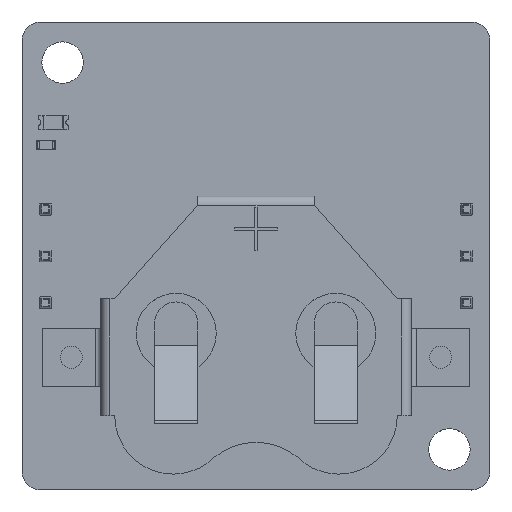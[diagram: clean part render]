
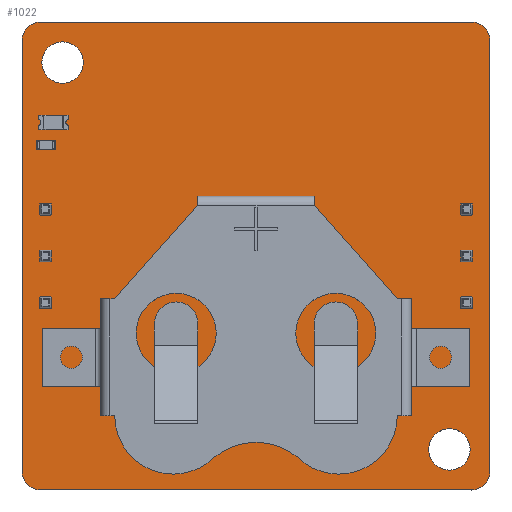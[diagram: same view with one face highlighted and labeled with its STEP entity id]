
A CAD part, top view. The second image highlights one B-rep face of the part: STEP entity #1022.
In plain terms, the highlighted planar face has unit normal (0, 0, 1).
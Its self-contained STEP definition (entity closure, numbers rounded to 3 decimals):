
#93 = VERTEX_POINT('',#94);
#94 = CARTESIAN_POINT('',(-12.7,11.7,0.));
#111 = VERTEX_POINT('',#112);
#112 = CARTESIAN_POINT('',(-12.666,11.959,0.));
#118 = EDGE_CURVE('',#93,#111,#119,.T.);
#119 = LINE('',#120,#121);
#120 = CARTESIAN_POINT('',(-12.7,11.7,0.));
#121 = VECTOR('',#122,1.);
#122 = DIRECTION('',(0.131,0.991,0.));
#142 = VERTEX_POINT('',#143);
#143 = CARTESIAN_POINT('',(-12.566,12.2,0.));
#149 = EDGE_CURVE('',#111,#142,#150,.T.);
#150 = LINE('',#151,#152);
#151 = CARTESIAN_POINT('',(-12.666,11.959,0.));
#152 = VECTOR('',#153,1.);
#153 = DIRECTION('',(0.383,0.924,0.));
#173 = VERTEX_POINT('',#174);
#174 = CARTESIAN_POINT('',(-12.407,12.407,0.));
#180 = EDGE_CURVE('',#142,#173,#181,.T.);
#181 = LINE('',#182,#183);
#182 = CARTESIAN_POINT('',(-12.566,12.2,0.));
#183 = VECTOR('',#184,1.);
#184 = DIRECTION('',(0.609,0.793,0.));
#204 = VERTEX_POINT('',#205);
#205 = CARTESIAN_POINT('',(-12.2,12.566,0.));
#211 = EDGE_CURVE('',#173,#204,#212,.T.);
#212 = LINE('',#213,#214);
#213 = CARTESIAN_POINT('',(-12.407,12.407,0.));
#214 = VECTOR('',#215,1.);
#215 = DIRECTION('',(0.793,0.609,0.));
#235 = VERTEX_POINT('',#236);
#236 = CARTESIAN_POINT('',(-11.959,12.666,0.));
#242 = EDGE_CURVE('',#204,#235,#243,.T.);
#243 = LINE('',#244,#245);
#244 = CARTESIAN_POINT('',(-12.2,12.566,0.));
#245 = VECTOR('',#246,1.);
#246 = DIRECTION('',(0.924,0.383,0.));
#266 = VERTEX_POINT('',#267);
#267 = CARTESIAN_POINT('',(-11.7,12.7,0.));
#273 = EDGE_CURVE('',#235,#266,#274,.T.);
#274 = LINE('',#275,#276);
#275 = CARTESIAN_POINT('',(-11.959,12.666,0.));
#276 = VECTOR('',#277,1.);
#277 = DIRECTION('',(0.991,0.13,0.));
#297 = VERTEX_POINT('',#298);
#298 = CARTESIAN_POINT('',(11.7,12.7,0.));
#304 = EDGE_CURVE('',#266,#297,#305,.T.);
#305 = LINE('',#306,#307);
#306 = CARTESIAN_POINT('',(-11.7,12.7,0.));
#307 = VECTOR('',#308,1.);
#308 = DIRECTION('',(1.,0.,0.));
#328 = VERTEX_POINT('',#329);
#329 = CARTESIAN_POINT('',(11.959,12.666,0.));
#335 = EDGE_CURVE('',#297,#328,#336,.T.);
#336 = LINE('',#337,#338);
#337 = CARTESIAN_POINT('',(11.7,12.7,0.));
#338 = VECTOR('',#339,1.);
#339 = DIRECTION('',(0.991,-0.131,0.));
#359 = VERTEX_POINT('',#360);
#360 = CARTESIAN_POINT('',(12.2,12.566,0.));
#366 = EDGE_CURVE('',#328,#359,#367,.T.);
#367 = LINE('',#368,#369);
#368 = CARTESIAN_POINT('',(11.959,12.666,0.));
#369 = VECTOR('',#370,1.);
#370 = DIRECTION('',(0.924,-0.383,0.));
#390 = VERTEX_POINT('',#391);
#391 = CARTESIAN_POINT('',(12.407,12.407,0.));
#397 = EDGE_CURVE('',#359,#390,#398,.T.);
#398 = LINE('',#399,#400);
#399 = CARTESIAN_POINT('',(12.2,12.566,0.));
#400 = VECTOR('',#401,1.);
#401 = DIRECTION('',(0.793,-0.609,0.));
#421 = VERTEX_POINT('',#422);
#422 = CARTESIAN_POINT('',(12.566,12.2,0.));
#428 = EDGE_CURVE('',#390,#421,#429,.T.);
#429 = LINE('',#430,#431);
#430 = CARTESIAN_POINT('',(12.407,12.407,0.));
#431 = VECTOR('',#432,1.);
#432 = DIRECTION('',(0.609,-0.793,0.));
#452 = VERTEX_POINT('',#453);
#453 = CARTESIAN_POINT('',(12.666,11.959,0.));
#459 = EDGE_CURVE('',#421,#452,#460,.T.);
#460 = LINE('',#461,#462);
#461 = CARTESIAN_POINT('',(12.566,12.2,0.));
#462 = VECTOR('',#463,1.);
#463 = DIRECTION('',(0.383,-0.924,0.));
#483 = VERTEX_POINT('',#484);
#484 = CARTESIAN_POINT('',(12.7,11.7,0.));
#490 = EDGE_CURVE('',#452,#483,#491,.T.);
#491 = LINE('',#492,#493);
#492 = CARTESIAN_POINT('',(12.666,11.959,0.));
#493 = VECTOR('',#494,1.);
#494 = DIRECTION('',(0.131,-0.991,0.));
#514 = VERTEX_POINT('',#515);
#515 = CARTESIAN_POINT('',(12.7,-11.7,0.));
#521 = EDGE_CURVE('',#483,#514,#522,.T.);
#522 = LINE('',#523,#524);
#523 = CARTESIAN_POINT('',(12.7,11.7,0.));
#524 = VECTOR('',#525,1.);
#525 = DIRECTION('',(0.,-1.,0.));
#545 = VERTEX_POINT('',#546);
#546 = CARTESIAN_POINT('',(12.666,-11.959,0.));
#552 = EDGE_CURVE('',#514,#545,#553,.T.);
#553 = LINE('',#554,#555);
#554 = CARTESIAN_POINT('',(12.7,-11.7,0.));
#555 = VECTOR('',#556,1.);
#556 = DIRECTION('',(-0.131,-0.991,0.));
#576 = VERTEX_POINT('',#577);
#577 = CARTESIAN_POINT('',(12.566,-12.2,0.));
#583 = EDGE_CURVE('',#545,#576,#584,.T.);
#584 = LINE('',#585,#586);
#585 = CARTESIAN_POINT('',(12.666,-11.959,0.));
#586 = VECTOR('',#587,1.);
#587 = DIRECTION('',(-0.383,-0.924,0.));
#607 = VERTEX_POINT('',#608);
#608 = CARTESIAN_POINT('',(12.407,-12.407,0.));
#614 = EDGE_CURVE('',#576,#607,#615,.T.);
#615 = LINE('',#616,#617);
#616 = CARTESIAN_POINT('',(12.566,-12.2,0.));
#617 = VECTOR('',#618,1.);
#618 = DIRECTION('',(-0.609,-0.793,0.));
#638 = VERTEX_POINT('',#639);
#639 = CARTESIAN_POINT('',(12.2,-12.566,0.));
#645 = EDGE_CURVE('',#607,#638,#646,.T.);
#646 = LINE('',#647,#648);
#647 = CARTESIAN_POINT('',(12.407,-12.407,0.));
#648 = VECTOR('',#649,1.);
#649 = DIRECTION('',(-0.793,-0.609,0.));
#669 = VERTEX_POINT('',#670);
#670 = CARTESIAN_POINT('',(11.959,-12.666,0.));
#676 = EDGE_CURVE('',#638,#669,#677,.T.);
#677 = LINE('',#678,#679);
#678 = CARTESIAN_POINT('',(12.2,-12.566,0.));
#679 = VECTOR('',#680,1.);
#680 = DIRECTION('',(-0.924,-0.383,0.));
#700 = VERTEX_POINT('',#701);
#701 = CARTESIAN_POINT('',(11.7,-12.7,0.));
#707 = EDGE_CURVE('',#669,#700,#708,.T.);
#708 = LINE('',#709,#710);
#709 = CARTESIAN_POINT('',(11.959,-12.666,0.));
#710 = VECTOR('',#711,1.);
#711 = DIRECTION('',(-0.991,-0.131,0.));
#731 = VERTEX_POINT('',#732);
#732 = CARTESIAN_POINT('',(-11.7,-12.7,0.));
#738 = EDGE_CURVE('',#700,#731,#739,.T.);
#739 = LINE('',#740,#741);
#740 = CARTESIAN_POINT('',(11.7,-12.7,0.));
#741 = VECTOR('',#742,1.);
#742 = DIRECTION('',(-1.,0.,0.));
#762 = VERTEX_POINT('',#763);
#763 = CARTESIAN_POINT('',(-11.959,-12.666,0.));
#769 = EDGE_CURVE('',#731,#762,#770,.T.);
#770 = LINE('',#771,#772);
#771 = CARTESIAN_POINT('',(-11.7,-12.7,0.));
#772 = VECTOR('',#773,1.);
#773 = DIRECTION('',(-0.991,0.131,0.));
#793 = VERTEX_POINT('',#794);
#794 = CARTESIAN_POINT('',(-12.2,-12.566,0.));
#800 = EDGE_CURVE('',#762,#793,#801,.T.);
#801 = LINE('',#802,#803);
#802 = CARTESIAN_POINT('',(-11.959,-12.666,0.));
#803 = VECTOR('',#804,1.);
#804 = DIRECTION('',(-0.924,0.383,0.));
#824 = VERTEX_POINT('',#825);
#825 = CARTESIAN_POINT('',(-12.407,-12.407,0.));
#831 = EDGE_CURVE('',#793,#824,#832,.T.);
#832 = LINE('',#833,#834);
#833 = CARTESIAN_POINT('',(-12.2,-12.566,0.));
#834 = VECTOR('',#835,1.);
#835 = DIRECTION('',(-0.793,0.609,0.));
#855 = VERTEX_POINT('',#856);
#856 = CARTESIAN_POINT('',(-12.566,-12.2,0.));
#862 = EDGE_CURVE('',#824,#855,#863,.T.);
#863 = LINE('',#864,#865);
#864 = CARTESIAN_POINT('',(-12.407,-12.407,0.));
#865 = VECTOR('',#866,1.);
#866 = DIRECTION('',(-0.609,0.793,0.));
#886 = VERTEX_POINT('',#887);
#887 = CARTESIAN_POINT('',(-12.666,-11.959,0.));
#893 = EDGE_CURVE('',#855,#886,#894,.T.);
#894 = LINE('',#895,#896);
#895 = CARTESIAN_POINT('',(-12.566,-12.2,0.));
#896 = VECTOR('',#897,1.);
#897 = DIRECTION('',(-0.383,0.924,0.));
#917 = VERTEX_POINT('',#918);
#918 = CARTESIAN_POINT('',(-12.7,-11.7,0.));
#924 = EDGE_CURVE('',#886,#917,#925,.T.);
#925 = LINE('',#926,#927);
#926 = CARTESIAN_POINT('',(-12.666,-11.959,0.));
#927 = VECTOR('',#928,1.);
#928 = DIRECTION('',(-0.131,0.991,0.));
#946 = EDGE_CURVE('',#917,#93,#947,.T.);
#947 = LINE('',#948,#949);
#948 = CARTESIAN_POINT('',(-12.7,-11.7,0.));
#949 = VECTOR('',#950,1.);
#950 = DIRECTION('',(0.,1.,0.));
#961 = VERTEX_POINT('',#962);
#962 = CARTESIAN_POINT('',(-9.375,10.5,0.));
#978 = EDGE_CURVE('',#961,#961,#979,.T.);
#979 = CIRCLE('',#980,1.125);
#980 = AXIS2_PLACEMENT_3D('',#981,#982,#983);
#981 = CARTESIAN_POINT('',(-10.5,10.5,0.));
#982 = DIRECTION('',(0.,0.,-1.));
#983 = DIRECTION('',(1.,0.,0.));
#994 = VERTEX_POINT('',#995);
#995 = CARTESIAN_POINT('',(11.625,-10.5,0.));
#1011 = EDGE_CURVE('',#994,#994,#1012,.T.);
#1012 = CIRCLE('',#1013,1.125);
#1013 = AXIS2_PLACEMENT_3D('',#1014,#1015,#1016);
#1014 = CARTESIAN_POINT('',(10.5,-10.5,0.));
#1015 = DIRECTION('',(0.,0.,-1.));
#1016 = DIRECTION('',(1.,0.,0.));
#1022 = ADVANCED_FACE('',(#1023,#1053,#1056),#1059,.T.);
#1023 = FACE_BOUND('',#1024,.F.);
#1024 = EDGE_LOOP('',(#1025,#1026,#1027,#1028,#1029,#1030,#1031,#1032,
    #1033,#1034,#1035,#1036,#1037,#1038,#1039,#1040,#1041,#1042,#1043,
    #1044,#1045,#1046,#1047,#1048,#1049,#1050,#1051,#1052));
#1025 = ORIENTED_EDGE('',*,*,#118,.T.);
#1026 = ORIENTED_EDGE('',*,*,#149,.T.);
#1027 = ORIENTED_EDGE('',*,*,#180,.T.);
#1028 = ORIENTED_EDGE('',*,*,#211,.T.);
#1029 = ORIENTED_EDGE('',*,*,#242,.T.);
#1030 = ORIENTED_EDGE('',*,*,#273,.T.);
#1031 = ORIENTED_EDGE('',*,*,#304,.T.);
#1032 = ORIENTED_EDGE('',*,*,#335,.T.);
#1033 = ORIENTED_EDGE('',*,*,#366,.T.);
#1034 = ORIENTED_EDGE('',*,*,#397,.T.);
#1035 = ORIENTED_EDGE('',*,*,#428,.T.);
#1036 = ORIENTED_EDGE('',*,*,#459,.T.);
#1037 = ORIENTED_EDGE('',*,*,#490,.T.);
#1038 = ORIENTED_EDGE('',*,*,#521,.T.);
#1039 = ORIENTED_EDGE('',*,*,#552,.T.);
#1040 = ORIENTED_EDGE('',*,*,#583,.T.);
#1041 = ORIENTED_EDGE('',*,*,#614,.T.);
#1042 = ORIENTED_EDGE('',*,*,#645,.T.);
#1043 = ORIENTED_EDGE('',*,*,#676,.T.);
#1044 = ORIENTED_EDGE('',*,*,#707,.T.);
#1045 = ORIENTED_EDGE('',*,*,#738,.T.);
#1046 = ORIENTED_EDGE('',*,*,#769,.T.);
#1047 = ORIENTED_EDGE('',*,*,#800,.T.);
#1048 = ORIENTED_EDGE('',*,*,#831,.T.);
#1049 = ORIENTED_EDGE('',*,*,#862,.T.);
#1050 = ORIENTED_EDGE('',*,*,#893,.T.);
#1051 = ORIENTED_EDGE('',*,*,#924,.T.);
#1052 = ORIENTED_EDGE('',*,*,#946,.T.);
#1053 = FACE_BOUND('',#1054,.F.);
#1054 = EDGE_LOOP('',(#1055));
#1055 = ORIENTED_EDGE('',*,*,#978,.T.);
#1056 = FACE_BOUND('',#1057,.F.);
#1057 = EDGE_LOOP('',(#1058));
#1058 = ORIENTED_EDGE('',*,*,#1011,.T.);
#1059 = PLANE('',#1060);
#1060 = AXIS2_PLACEMENT_3D('',#1061,#1062,#1063);
#1061 = CARTESIAN_POINT('',(-12.7,11.7,0.));
#1062 = DIRECTION('',(0.,0.,1.));
#1063 = DIRECTION('',(1.,0.,0.));
